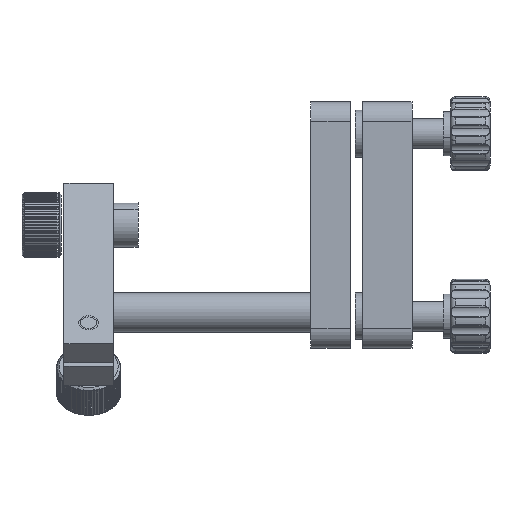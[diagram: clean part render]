
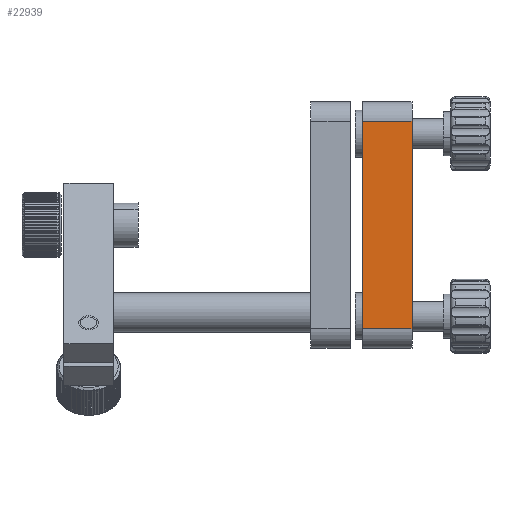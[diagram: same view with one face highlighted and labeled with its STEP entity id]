
A CAD part, left-side view. The second image highlights one B-rep face of the part: STEP entity #22939.
In plain terms, the highlighted planar face has unit normal (-1, 0, 0).
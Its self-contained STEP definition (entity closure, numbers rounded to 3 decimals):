
#98 = EDGE_CURVE ( 'NONE', #17154, #20221, #14024, .T. ) ;
#1046 = VERTEX_POINT ( 'NONE', #24373 ) ;
#1191 = CARTESIAN_POINT ( 'NONE',  ( -25., 10., 21. ) ) ;
#1571 = EDGE_CURVE ( 'NONE', #1046, #21080, #2604, .T. ) ;
#1612 = AXIS2_PLACEMENT_3D ( 'NONE', #1191, #3303, #22546 ) ;
#2604 = LINE ( 'NONE', #16468, #10906 ) ;
#3294 = DIRECTION ( 'NONE',  ( 0., 0., 1. ) ) ;
#3303 = DIRECTION ( 'NONE',  ( 1., 0., 0. ) ) ;
#3561 = FACE_OUTER_BOUND ( 'NONE', #7923, .T. ) ;
#5354 = CARTESIAN_POINT ( 'NONE',  ( -25., 0., 21. ) ) ;
#7370 = CARTESIAN_POINT ( 'NONE',  ( -25., 10., 21. ) ) ;
#7923 = EDGE_LOOP ( 'NONE', ( #17903, #9613, #17368, #9567 ) ) ;
#9567 = ORIENTED_EDGE ( 'NONE', *, *, #98, .T. ) ;
#9613 = ORIENTED_EDGE ( 'NONE', *, *, #1571, .F. ) ;
#10464 = EDGE_CURVE ( 'NONE', #17154, #1046, #11378, .T. ) ;
#10906 = VECTOR ( 'NONE', #14171, 1000. ) ;
#11378 = LINE ( 'NONE', #7370, #11688 ) ;
#11688 = VECTOR ( 'NONE', #24891, 1000. ) ;
#11752 = CARTESIAN_POINT ( 'NONE',  ( -25., 0., -21. ) ) ;
#13423 = CARTESIAN_POINT ( 'NONE',  ( -25., 0., 21. ) ) ;
#14024 = LINE ( 'NONE', #21288, #20493 ) ;
#14171 = DIRECTION ( 'NONE',  ( 0., -1., 0. ) ) ;
#14514 = VECTOR ( 'NONE', #3294, 1000. ) ;
#15512 = DIRECTION ( 'NONE',  ( 0., -1., 0. ) ) ;
#16468 = CARTESIAN_POINT ( 'NONE',  ( -25., 10., 21. ) ) ;
#17154 = VERTEX_POINT ( 'NONE', #24167 ) ;
#17368 = ORIENTED_EDGE ( 'NONE', *, *, #10464, .F. ) ;
#17903 = ORIENTED_EDGE ( 'NONE', *, *, #25000, .T. ) ;
#19744 = LINE ( 'NONE', #13423, #14514 ) ;
#20221 = VERTEX_POINT ( 'NONE', #11752 ) ;
#20493 = VECTOR ( 'NONE', #15512, 1000. ) ;
#21080 = VERTEX_POINT ( 'NONE', #5354 ) ;
#21288 = CARTESIAN_POINT ( 'NONE',  ( -25., 10., -21. ) ) ;
#22546 = DIRECTION ( 'NONE',  ( 0., 0., -1. ) ) ;
#22939 = ADVANCED_FACE ( 'NONE', ( #3561 ), #24786, .F. ) ;
#24167 = CARTESIAN_POINT ( 'NONE',  ( -25., 10., -21. ) ) ;
#24373 = CARTESIAN_POINT ( 'NONE',  ( -25., 10., 21. ) ) ;
#24786 = PLANE ( 'NONE',  #1612 ) ;
#24891 = DIRECTION ( 'NONE',  ( 0., 0., 1. ) ) ;
#25000 = EDGE_CURVE ( 'NONE', #20221, #21080, #19744, .T. ) ;
